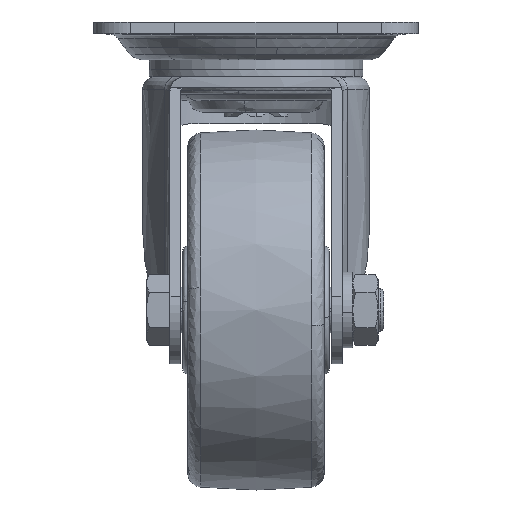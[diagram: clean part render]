
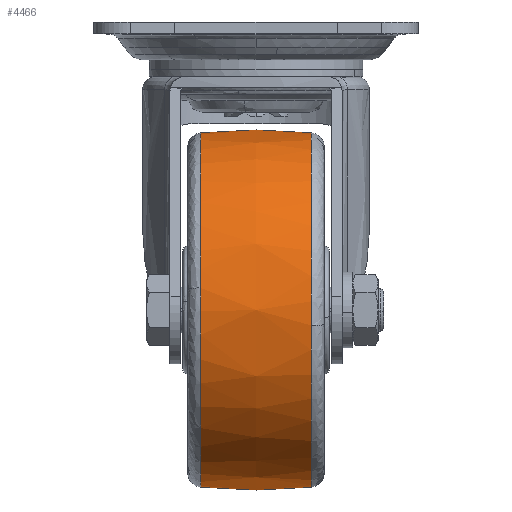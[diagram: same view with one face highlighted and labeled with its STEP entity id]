
A CAD part, left-side view. The second image highlights one B-rep face of the part: STEP entity #4466.
In plain terms, the highlighted free-form (B-spline) face has degree [2, 2] with [5, 7] control points.
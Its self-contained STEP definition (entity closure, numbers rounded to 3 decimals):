
#4160=CARTESIAN_POINT('',(-85.818,15.411,-73.833));
#4161=VERTEX_POINT('',#4160);
#4175=CARTESIAN_POINT('',(-37.0,15.411,-30.794));
#4176=VERTEX_POINT('',#4175);
#4177=CARTESIAN_POINT('',(-37.0,15.411,-30.794));
#4178=CARTESIAN_POINT('',(-80.381,15.411,-30.794));
#4179=CARTESIAN_POINT('',(-85.818,15.411,-73.833));
#4187=(BOUNDED_CURVE()B_SPLINE_CURVE(2,(#4177,#4178,#4179),.UNSPECIFIED.,.F.,.U.)B_SPLINE_CURVE_WITH_KNOTS((3,3),(0.5,0.728),.UNSPECIFIED.)CURVE()GEOMETRIC_REPRESENTATION_ITEM()RATIONAL_B_SPLINE_CURVE((1.0,0.733,0.954))REPRESENTATION_ITEM(''));
#4188=EDGE_CURVE('',#4176,#4161,#4187,.T.);
#4254=CARTESIAN_POINT('',(-37.0,15.411,-129.206));
#4255=VERTEX_POINT('',#4254);
#4269=CARTESIAN_POINT('',(-85.818,15.411,-73.833));
#4270=CARTESIAN_POINT('',(-86.206,15.411,-76.904));
#4271=CARTESIAN_POINT('',(-86.206,15.411,-80.));
#4272=CARTESIAN_POINT('',(-86.206,15.411,-129.206));
#4273=CARTESIAN_POINT('',(-37.0,15.411,-129.206));
#4281=(BOUNDED_CURVE()B_SPLINE_CURVE(2,(#4269,#4270,#4271,#4272,#4273),.UNSPECIFIED.,.F.,.U.)B_SPLINE_CURVE_WITH_KNOTS((3,2,3),(0.728,0.75,1.0),.UNSPECIFIED.)CURVE()GEOMETRIC_REPRESENTATION_ITEM()RATIONAL_B_SPLINE_CURVE((0.954,0.975,1.0,0.707,1.0))REPRESENTATION_ITEM(''));
#4282=EDGE_CURVE('',#4161,#4255,#4281,.T.);
#4332=CARTESIAN_POINT('',(-37.0,-15.411,-129.206));
#4333=VERTEX_POINT('',#4332);
#4334=CARTESIAN_POINT('',(-37.0,-15.411,-129.206));
#4335=CARTESIAN_POINT('',(-37.0,-11.092,-129.652));
#4336=CARTESIAN_POINT('',(-37.0,-0.808,-130.265));
#4337=CARTESIAN_POINT('',(-37.0,9.492,-129.818));
#4338=CARTESIAN_POINT('',(-37.0,15.411,-129.206));
#4339=B_SPLINE_CURVE_WITH_KNOTS('',3,(#4334,#4335,#4336,#4337,#4338),.UNSPECIFIED.,.F.,.U.,(4,1,4),(0.,13.026,30.876),.UNSPECIFIED.);
#4340=EDGE_CURVE('',#4333,#4255,#4339,.T.);
#4344=CARTESIAN_POINT('',(-37.0,-15.411,-30.794));
#4345=VERTEX_POINT('',#4344);
#4346=CARTESIAN_POINT('',(-37.0,-15.411,-30.794));
#4347=CARTESIAN_POINT('',(-37.0,-10.452,-30.282));
#4348=CARTESIAN_POINT('',(-37.0,-0.162,-29.735));
#4349=CARTESIAN_POINT('',(-37.0,10.132,-30.248));
#4350=CARTESIAN_POINT('',(-37.0,15.411,-30.794));
#4351=B_SPLINE_CURVE_WITH_KNOTS('',3,(#4346,#4347,#4348,#4349,#4350),.UNSPECIFIED.,.F.,.U.,(4,1,4),(0.,14.956,30.876),.UNSPECIFIED.);
#4352=EDGE_CURVE('',#4345,#4176,#4351,.T.);
#4387=CARTESIAN_POINT('',(-35.629,-16.96,-30.962));
#4388=CARTESIAN_POINT('',(-35.602,-8.507,-30.));
#4389=CARTESIAN_POINT('',(-35.602,0.,-30.));
#4390=CARTESIAN_POINT('',(-35.602,8.507,-30.));
#4391=CARTESIAN_POINT('',(-35.629,16.96,-30.962));
#4392=CARTESIAN_POINT('',(-36.311,-16.96,-30.962));
#4393=CARTESIAN_POINT('',(-36.297,-8.507,-30.));
#4394=CARTESIAN_POINT('',(-36.297,0.,-30.));
#4395=CARTESIAN_POINT('',(-36.297,8.507,-30.));
#4396=CARTESIAN_POINT('',(-36.311,16.96,-30.962));
#4397=CARTESIAN_POINT('',(-86.038,-16.96,-30.962));
#4398=CARTESIAN_POINT('',(-87.0,-8.507,-30.));
#4399=CARTESIAN_POINT('',(-87.,0.,-30.));
#4400=CARTESIAN_POINT('',(-87.0,8.507,-30.));
#4401=CARTESIAN_POINT('',(-86.038,16.96,-30.962));
#4402=CARTESIAN_POINT('',(-86.038,-16.96,-80.0));
#4403=CARTESIAN_POINT('',(-87.0,-8.507,-80.0));
#4404=CARTESIAN_POINT('',(-87.,0.,-80.0));
#4405=CARTESIAN_POINT('',(-87.,8.507,-80.0));
#4406=CARTESIAN_POINT('',(-86.038,16.96,-80.0));
#4407=CARTESIAN_POINT('',(-86.038,-16.96,-129.038));
#4408=CARTESIAN_POINT('',(-87.0,-8.507,-130.0));
#4409=CARTESIAN_POINT('',(-87.,0.,-130.0));
#4410=CARTESIAN_POINT('',(-87.0,8.507,-130.0));
#4411=CARTESIAN_POINT('',(-86.038,16.96,-129.038));
#4412=CARTESIAN_POINT('',(-36.311,-16.96,-129.038));
#4413=CARTESIAN_POINT('',(-36.297,-8.507,-130.));
#4414=CARTESIAN_POINT('',(-36.297,0.,-130.));
#4415=CARTESIAN_POINT('',(-36.297,8.507,-130.));
#4416=CARTESIAN_POINT('',(-36.311,16.96,-129.038));
#4417=CARTESIAN_POINT('',(-35.629,-16.96,-129.038));
#4418=CARTESIAN_POINT('',(-35.602,-8.507,-130.));
#4419=CARTESIAN_POINT('',(-35.602,0.,-130.));
#4420=CARTESIAN_POINT('',(-35.602,8.507,-130.));
#4421=CARTESIAN_POINT('',(-35.629,16.96,-129.038));
#4429=(BOUNDED_SURFACE()B_SPLINE_SURFACE(2,2,((#4387,#4392,#4397,#4402,#4407,#4412,#4417),(#4388,#4393,#4398,#4403,#4408,#4413,#4418),(#4389,#4394,#4399,#4404,#4409,#4414,#4419),(#4390,#4395,#4400,#4405,#4410,#4415,#4420),(#4391,#4396,#4401,#4406,#4411,#4416,#4421)),.UNSPECIFIED.,.F.,.F.,.U.)B_SPLINE_SURFACE_WITH_KNOTS((3,2,3),(3,1,2,1,3),(0.0,17.165,34.33),(0.0,1.657,84.5,167.342,168.999),.UNSPECIFIED.)GEOMETRIC_REPRESENTATION_ITEM()RATIONAL_B_SPLINE_SURFACE(((0.991,0.985,0.693,0.979,0.693,0.985,0.991),(1.,0.994,0.699,0.988,0.699,0.994,1.),(1.012,1.006,0.707,1.0,0.707,1.006,1.012),(1.,0.994,0.699,0.988,0.699,0.994,1.),(0.991,0.985,0.693,0.979,0.693,0.985,0.991)))REPRESENTATION_ITEM('')SURFACE());
#4430=ORIENTED_EDGE('',*,*,#4340,.F.);
#4431=CARTESIAN_POINT('',(-86.016,-15.411,-84.323));
#4432=VERTEX_POINT('',#4431);
#4433=CARTESIAN_POINT('',(-86.016,-15.411,-84.323));
#4434=CARTESIAN_POINT('',(-82.058,-15.411,-129.206));
#4435=CARTESIAN_POINT('',(-37.0,-15.411,-129.206));
#4443=(BOUNDED_CURVE()B_SPLINE_CURVE(2,(#4433,#4434,#4435),.UNSPECIFIED.,.F.,.U.)B_SPLINE_CURVE_WITH_KNOTS((3,3),(0.765,1.0),.UNSPECIFIED.)CURVE()GEOMETRIC_REPRESENTATION_ITEM()RATIONAL_B_SPLINE_CURVE((0.966,0.725,1.0))REPRESENTATION_ITEM(''));
#4444=EDGE_CURVE('',#4432,#4333,#4443,.T.);
#4445=ORIENTED_EDGE('',*,*,#4444,.F.);
#4446=CARTESIAN_POINT('',(-37.0,-15.411,-30.794));
#4447=CARTESIAN_POINT('',(-86.206,-15.411,-30.794));
#4448=CARTESIAN_POINT('',(-86.206,-15.411,-80.));
#4449=CARTESIAN_POINT('',(-86.206,-15.411,-82.166));
#4450=CARTESIAN_POINT('',(-86.016,-15.411,-84.323));
#4458=(BOUNDED_CURVE()B_SPLINE_CURVE(2,(#4446,#4447,#4448,#4449,#4450),.UNSPECIFIED.,.F.,.U.)B_SPLINE_CURVE_WITH_KNOTS((3,2,3),(0.5,0.75,0.765),.UNSPECIFIED.)CURVE()GEOMETRIC_REPRESENTATION_ITEM()RATIONAL_B_SPLINE_CURVE((1.0,0.707,1.0,0.982,0.966))REPRESENTATION_ITEM(''));
#4459=EDGE_CURVE('',#4345,#4432,#4458,.T.);
#4460=ORIENTED_EDGE('',*,*,#4459,.F.);
#4461=ORIENTED_EDGE('',*,*,#4352,.T.);
#4462=ORIENTED_EDGE('',*,*,#4188,.T.);
#4463=ORIENTED_EDGE('',*,*,#4282,.T.);
#4464=EDGE_LOOP('',(#4430,#4445,#4460,#4461,#4462,#4463));
#4465=FACE_OUTER_BOUND('',#4464,.T.);
#4466=ADVANCED_FACE('',(#4465),#4429,.T.);
